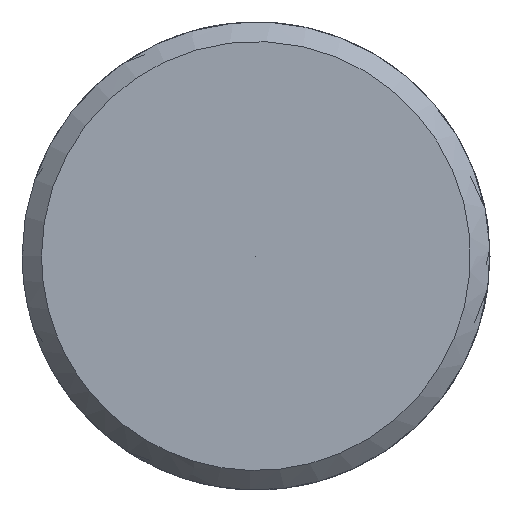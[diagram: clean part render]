
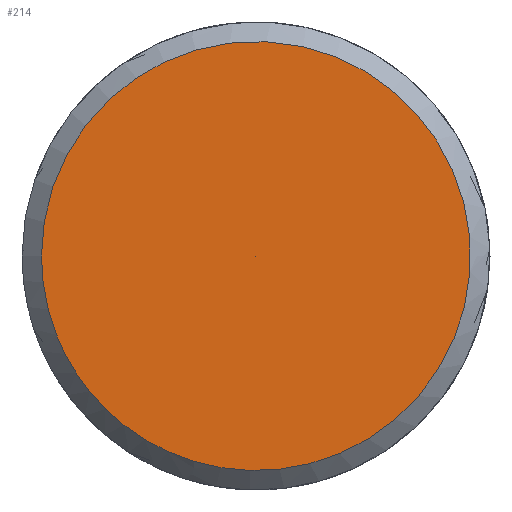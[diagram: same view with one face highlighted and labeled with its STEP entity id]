
A CAD part, left-side view. The second image highlights one B-rep face of the part: STEP entity #214.
In plain terms, the highlighted free-form (B-spline) face has degree [5, 1] with [6, 2] control points.
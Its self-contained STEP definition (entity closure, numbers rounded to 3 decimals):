
#180 = CARTESIAN_POINT ('', (-74., 0., 0.));
#181 = VERTEX_POINT ('', #180);
#182 = CARTESIAN_POINT ('', (-74., 2.75, 0.));
#183 = VERTEX_POINT ('', #182);
#184 = CARTESIAN_POINT ('', (-74., 0., 0.));
#185 = CARTESIAN_POINT ('', (-74., 2.75, 0.));
#186 = B_SPLINE_CURVE_WITH_KNOTS ('', 1, (#184, #185), .UNSPECIFIED., .F., .U., (2, 2), (0., 1.), .UNSPECIFIED.);
#187 = EDGE_CURVE ('', #181, #183, #186, .T.);
#188 = ORIENTED_EDGE ('', *, *, #187, .F.);
#189 = ORIENTED_EDGE ('', *, *, #187, .T.);
#190 = CARTESIAN_POINT ('', (-74., 2.75, 0.));
#191 = CARTESIAN_POINT ('', (-74., 2.75, 11.));
#192 = CARTESIAN_POINT ('', (-74., -8.25, 5.5));
#193 = CARTESIAN_POINT ('', (-74., -8.25, -5.5));
#194 = CARTESIAN_POINT ('', (-74., 2.75, -11.));
#195 = CARTESIAN_POINT ('', (-74., 2.75, 0.));
#196 = (
   BOUNDED_CURVE ()
   B_SPLINE_CURVE (5, (#190, #191, #192, #193, #194, #195), .UNSPECIFIED., .T., .U.)
   B_SPLINE_CURVE_WITH_KNOTS ((6, 6), (0., 1.), .UNSPECIFIED.)
   CURVE ()
   GEOMETRIC_REPRESENTATION_ITEM ()
   RATIONAL_B_SPLINE_CURVE ((5., 1., 1., 1., 1., 5.))
   REPRESENTATION_ITEM ('')
);
#197 = EDGE_CURVE ('', #183, #183, #196, .T.);
#198 = ORIENTED_EDGE ('', *, *, #197, .F.);
#199 = EDGE_LOOP ('', (#188, #189, #198));
#200 = FACE_OUTER_BOUND ('', #199, .T.);
#201 = CARTESIAN_POINT ('', (-74., 0., 0.));
#202 = CARTESIAN_POINT ('', (-74., 2.75, 0.));
#203 = CARTESIAN_POINT ('', (-74., 0., 0.));
#204 = CARTESIAN_POINT ('', (-74., 2.75, 11.));
#205 = CARTESIAN_POINT ('', (-74., 0., 0.));
#206 = CARTESIAN_POINT ('', (-74., -8.25, 5.5));
#207 = CARTESIAN_POINT ('', (-74., 0., 0.));
#208 = CARTESIAN_POINT ('', (-74., -8.25, -5.5));
#209 = CARTESIAN_POINT ('', (-74., 0., 0.));
#210 = CARTESIAN_POINT ('', (-74., 2.75, -11.));
#211 = CARTESIAN_POINT ('', (-74., 0., 0.));
#212 = CARTESIAN_POINT ('', (-74., 2.75, 0.));
#213 = (
   BOUNDED_SURFACE ()
   B_SPLINE_SURFACE (5, 1, ((#201, #202), (#203, #204), (#205, #206), (#207, #208), (#209, #210), (#211, #212)), .UNSPECIFIED., .T., .F., .U.)
   B_SPLINE_SURFACE_WITH_KNOTS ((6, 6), (2, 2), (0., 1.), (0., 1.), .UNSPECIFIED.)
   SURFACE ()
   GEOMETRIC_REPRESENTATION_ITEM ()
   RATIONAL_B_SPLINE_SURFACE (((5., 5.), (1., 1.), (1., 1.), (1., 1.), (1., 1.), (5., 5.)))
   REPRESENTATION_ITEM ('')
);
#214 = ADVANCED_FACE ('', (#200), #213, .T.);
